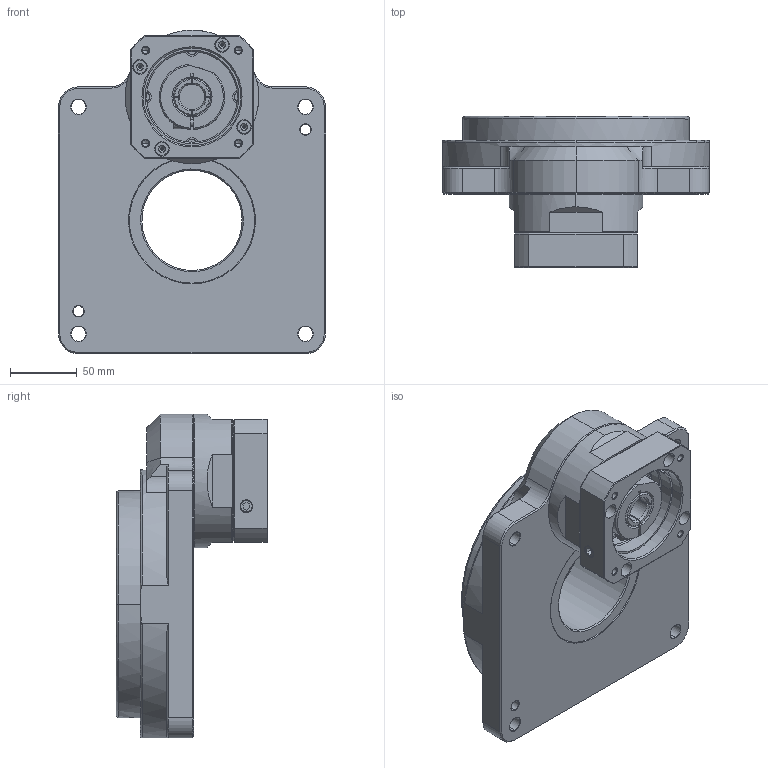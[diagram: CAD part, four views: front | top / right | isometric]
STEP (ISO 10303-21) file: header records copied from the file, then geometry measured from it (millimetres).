
FILE_DESCRIPTION (( 'STEP AP203' ), '1' );
FILE_NAME ('HLMT200-010-N34EC.step', '2020-04-28T08:50:04', ( 'JVL' ), ( '' ), 'SwSTEP 2.0', 'SolidWorks 2020', '' );
FILE_SCHEMA (( 'CONFIG_CONTROL_DESIGN' ));
Length unit declared in the file: millimetre
Products named in the file (1): HLMT200-010-N34EC
Bounding box: 200 x 113.5 x 242.5 mm (x, y, z)
Volume: 1944393.1 mm3; surface area: 198945.2 mm2
Topology: 2 solids, 14 shells, 755 faces, 1788 edges, 1081 vertices
Faces by surface type: plane 294, cylinder 214, cone 210, torus 34, bspline 3
Entity records: 23526 total; most frequent: CARTESIAN_POINT 5824, DIRECTION 3918, ORIENTED_EDGE 3504, EDGE_CURVE 1752, AXIS2_PLACEMENT_3D 1537, VERTEX_POINT 1081, EDGE_LOOP 857, VECTOR 844
